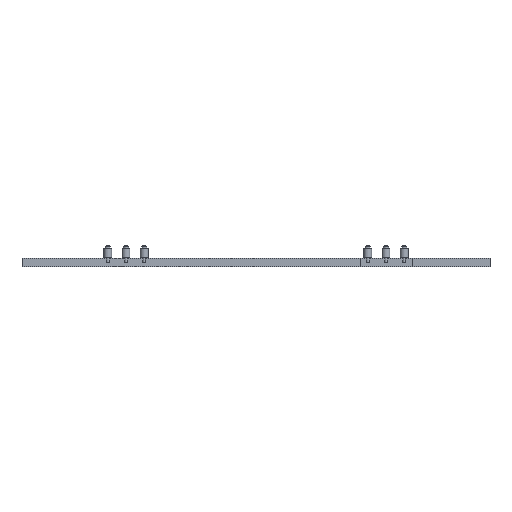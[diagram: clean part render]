
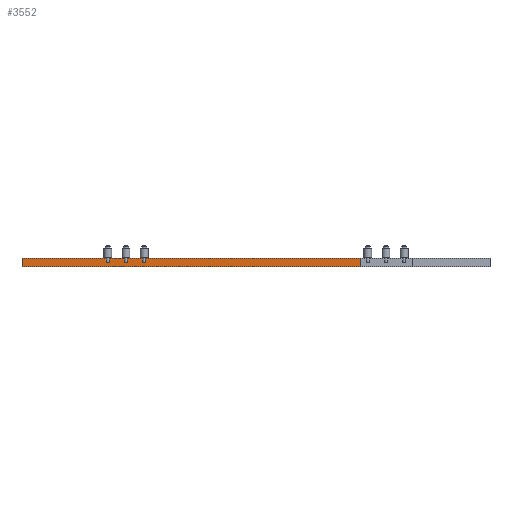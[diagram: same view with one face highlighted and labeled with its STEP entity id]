
A CAD part, front view. The second image highlights one B-rep face of the part: STEP entity #3552.
In plain terms, the highlighted planar face has unit normal (0, -1, 0).
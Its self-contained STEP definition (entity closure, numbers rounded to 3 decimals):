
#580 = PLANE('',#581);
#581 = AXIS2_PLACEMENT_3D('',#582,#583,#584);
#582 = CARTESIAN_POINT('',(0.,0.,1.6));
#583 = DIRECTION('',(0.,0.,1.));
#584 = DIRECTION('',(1.,0.,0.));
#634 = PLANE('',#635);
#635 = AXIS2_PLACEMENT_3D('',#636,#637,#638);
#636 = CARTESIAN_POINT('',(0.,0.,0.));
#637 = DIRECTION('',(0.,0.,1.));
#638 = DIRECTION('',(1.,0.,0.));
#1280 = VERTEX_POINT('',#1281);
#1281 = CARTESIAN_POINT('',(-45.,-12.5,0.));
#1295 = PLANE('',#1296);
#1296 = AXIS2_PLACEMENT_3D('',#1297,#1298,#1299);
#1297 = CARTESIAN_POINT('',(-45.,-5.,0.));
#1298 = DIRECTION('',(1.,0.,0.));
#1299 = DIRECTION('',(0.,-1.,0.));
#1307 = EDGE_CURVE('',#1280,#1308,#1310,.T.);
#1308 = VERTEX_POINT('',#1309);
#1309 = CARTESIAN_POINT('',(20.,-12.5,0.));
#1310 = SURFACE_CURVE('',#1311,(#1315,#1322),.PCURVE_S1.);
#1311 = LINE('',#1312,#1313);
#1312 = CARTESIAN_POINT('',(-45.,-12.5,0.));
#1313 = VECTOR('',#1314,1.);
#1314 = DIRECTION('',(1.,0.,0.));
#1315 = PCURVE('',#634,#1316);
#1316 = DEFINITIONAL_REPRESENTATION('',(#1317),#1321);
#1317 = LINE('',#1318,#1319);
#1318 = CARTESIAN_POINT('',(-45.,-12.5));
#1319 = VECTOR('',#1320,1.);
#1320 = DIRECTION('',(1.,0.));
#1321 = ( GEOMETRIC_REPRESENTATION_CONTEXT(2) 
PARAMETRIC_REPRESENTATION_CONTEXT() REPRESENTATION_CONTEXT('2D SPACE',''
  ) );
#1322 = PCURVE('',#1323,#1328);
#1323 = PLANE('',#1324);
#1324 = AXIS2_PLACEMENT_3D('',#1325,#1326,#1327);
#1325 = CARTESIAN_POINT('',(-45.,-12.5,0.));
#1326 = DIRECTION('',(0.,1.,0.));
#1327 = DIRECTION('',(1.,0.,0.));
#1328 = DEFINITIONAL_REPRESENTATION('',(#1329),#1333);
#1329 = LINE('',#1330,#1331);
#1330 = CARTESIAN_POINT('',(0.,0.));
#1331 = VECTOR('',#1332,1.);
#1332 = DIRECTION('',(1.,0.));
#1333 = ( GEOMETRIC_REPRESENTATION_CONTEXT(2) 
PARAMETRIC_REPRESENTATION_CONTEXT() REPRESENTATION_CONTEXT('2D SPACE',''
  ) );
#1351 = PLANE('',#1352);
#1352 = AXIS2_PLACEMENT_3D('',#1353,#1354,#1355);
#1353 = CARTESIAN_POINT('',(20.,-12.5,0.));
#1354 = DIRECTION('',(0.,1.,0.));
#1355 = DIRECTION('',(1.,0.,0.));
#2645 = VERTEX_POINT('',#2646);
#2646 = CARTESIAN_POINT('',(-45.,-12.5,1.6));
#2667 = EDGE_CURVE('',#2645,#2668,#2670,.T.);
#2668 = VERTEX_POINT('',#2669);
#2669 = CARTESIAN_POINT('',(20.,-12.5,1.6));
#2670 = SURFACE_CURVE('',#2671,(#2675,#2682),.PCURVE_S1.);
#2671 = LINE('',#2672,#2673);
#2672 = CARTESIAN_POINT('',(-45.,-12.5,1.6));
#2673 = VECTOR('',#2674,1.);
#2674 = DIRECTION('',(1.,0.,0.));
#2675 = PCURVE('',#580,#2676);
#2676 = DEFINITIONAL_REPRESENTATION('',(#2677),#2681);
#2677 = LINE('',#2678,#2679);
#2678 = CARTESIAN_POINT('',(-45.,-12.5));
#2679 = VECTOR('',#2680,1.);
#2680 = DIRECTION('',(1.,0.));
#2681 = ( GEOMETRIC_REPRESENTATION_CONTEXT(2) 
PARAMETRIC_REPRESENTATION_CONTEXT() REPRESENTATION_CONTEXT('2D SPACE',''
  ) );
#2682 = PCURVE('',#1323,#2683);
#2683 = DEFINITIONAL_REPRESENTATION('',(#2684),#2688);
#2684 = LINE('',#2685,#2686);
#2685 = CARTESIAN_POINT('',(0.,-1.6));
#2686 = VECTOR('',#2687,1.);
#2687 = DIRECTION('',(1.,0.));
#2688 = ( GEOMETRIC_REPRESENTATION_CONTEXT(2) 
PARAMETRIC_REPRESENTATION_CONTEXT() REPRESENTATION_CONTEXT('2D SPACE',''
  ) );
#3502 = EDGE_CURVE('',#1308,#2668,#3503,.T.);
#3503 = SURFACE_CURVE('',#3504,(#3508,#3515),.PCURVE_S1.);
#3504 = LINE('',#3505,#3506);
#3505 = CARTESIAN_POINT('',(20.,-12.5,0.));
#3506 = VECTOR('',#3507,1.);
#3507 = DIRECTION('',(0.,0.,1.));
#3508 = PCURVE('',#1351,#3509);
#3509 = DEFINITIONAL_REPRESENTATION('',(#3510),#3514);
#3510 = LINE('',#3511,#3512);
#3511 = CARTESIAN_POINT('',(0.,0.));
#3512 = VECTOR('',#3513,1.);
#3513 = DIRECTION('',(0.,-1.));
#3514 = ( GEOMETRIC_REPRESENTATION_CONTEXT(2) 
PARAMETRIC_REPRESENTATION_CONTEXT() REPRESENTATION_CONTEXT('2D SPACE',''
  ) );
#3515 = PCURVE('',#1323,#3516);
#3516 = DEFINITIONAL_REPRESENTATION('',(#3517),#3521);
#3517 = LINE('',#3518,#3519);
#3518 = CARTESIAN_POINT('',(65.,0.));
#3519 = VECTOR('',#3520,1.);
#3520 = DIRECTION('',(0.,-1.));
#3521 = ( GEOMETRIC_REPRESENTATION_CONTEXT(2) 
PARAMETRIC_REPRESENTATION_CONTEXT() REPRESENTATION_CONTEXT('2D SPACE',''
  ) );
#3552 = ADVANCED_FACE('',(#3553),#1323,.F.);
#3553 = FACE_BOUND('',#3554,.F.);
#3554 = EDGE_LOOP('',(#3555,#3576,#3577,#3578));
#3555 = ORIENTED_EDGE('',*,*,#3556,.T.);
#3556 = EDGE_CURVE('',#1280,#2645,#3557,.T.);
#3557 = SURFACE_CURVE('',#3558,(#3562,#3569),.PCURVE_S1.);
#3558 = LINE('',#3559,#3560);
#3559 = CARTESIAN_POINT('',(-45.,-12.5,0.));
#3560 = VECTOR('',#3561,1.);
#3561 = DIRECTION('',(0.,0.,1.));
#3562 = PCURVE('',#1323,#3563);
#3563 = DEFINITIONAL_REPRESENTATION('',(#3564),#3568);
#3564 = LINE('',#3565,#3566);
#3565 = CARTESIAN_POINT('',(0.,0.));
#3566 = VECTOR('',#3567,1.);
#3567 = DIRECTION('',(0.,-1.));
#3568 = ( GEOMETRIC_REPRESENTATION_CONTEXT(2) 
PARAMETRIC_REPRESENTATION_CONTEXT() REPRESENTATION_CONTEXT('2D SPACE',''
  ) );
#3569 = PCURVE('',#1295,#3570);
#3570 = DEFINITIONAL_REPRESENTATION('',(#3571),#3575);
#3571 = LINE('',#3572,#3573);
#3572 = CARTESIAN_POINT('',(7.5,0.));
#3573 = VECTOR('',#3574,1.);
#3574 = DIRECTION('',(0.,-1.));
#3575 = ( GEOMETRIC_REPRESENTATION_CONTEXT(2) 
PARAMETRIC_REPRESENTATION_CONTEXT() REPRESENTATION_CONTEXT('2D SPACE',''
  ) );
#3576 = ORIENTED_EDGE('',*,*,#2667,.T.);
#3577 = ORIENTED_EDGE('',*,*,#3502,.F.);
#3578 = ORIENTED_EDGE('',*,*,#1307,.F.);
